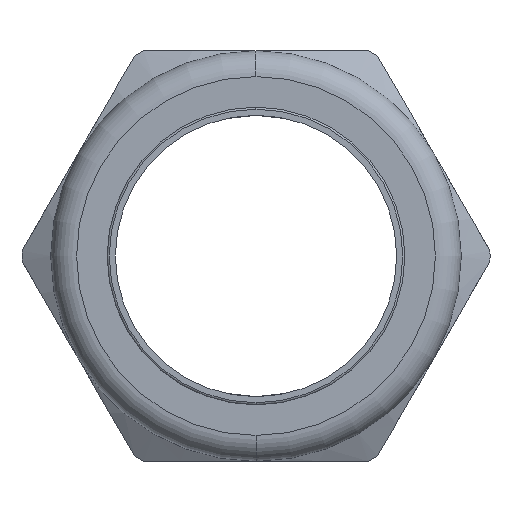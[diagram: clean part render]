
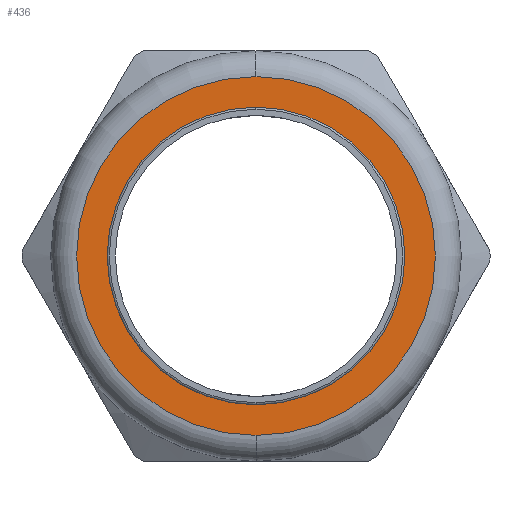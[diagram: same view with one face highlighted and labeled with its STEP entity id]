
A CAD part, left-side view. The second image highlights one B-rep face of the part: STEP entity #436.
In plain terms, the highlighted planar face has unit normal (-1, 0, 0).
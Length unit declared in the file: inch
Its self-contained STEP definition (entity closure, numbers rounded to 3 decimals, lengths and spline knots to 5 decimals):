
#330 = EDGE_CURVE ( 'NONE', #331, #336, #1379, .T. ) ;
#331 = VERTEX_POINT ( 'NONE', #1435 ) ;
#336 = VERTEX_POINT ( 'NONE', #1425 ) ;
#397 = EDGE_CURVE ( 'NONE', #419, #398, #1544, .T. ) ;
#398 = VERTEX_POINT ( 'NONE', #1539 ) ;
#419 = VERTEX_POINT ( 'NONE', #1623 ) ;
#435 = EDGE_CURVE ( 'NONE', #398, #419, #1602, .T. ) ;
#436 = ADVANCED_FACE ( 'NONE', ( #1659, #1658 ), #1657, .F. ) ;
#437 = EDGE_LOOP ( 'NONE', ( #438, #440 ) ) ;
#438 = ORIENTED_EDGE ( 'NONE', *, *, #439, .T. ) ;
#439 = EDGE_CURVE ( 'NONE', #336, #331, #1652, .T. ) ;
#440 = ORIENTED_EDGE ( 'NONE', *, *, #330, .T. ) ;
#493 = EDGE_LOOP ( 'NONE', ( #494, #495 ) ) ;
#494 = ORIENTED_EDGE ( 'NONE', *, *, #435, .F. ) ;
#495 = ORIENTED_EDGE ( 'NONE', *, *, #397, .F. ) ;
#1379 = CIRCLE ( 'NONE', #1439, 0.8608 ) ;
#1425 = CARTESIAN_POINT ( 'NONE',  ( -0.845, 0., -0.8608 ) ) ;
#1435 = CARTESIAN_POINT ( 'NONE',  ( -0.845, 0., 0.8608 ) ) ;
#1436 = DIRECTION ( 'NONE',  ( 0., 0., -1. ) ) ;
#1437 = DIRECTION ( 'NONE',  ( -1., 0., 0. ) ) ;
#1438 = CARTESIAN_POINT ( 'NONE',  ( -0.845, 0., 0. ) ) ;
#1439 = AXIS2_PLACEMENT_3D ( 'NONE', #1438, #1437, #1436 ) ;
#1539 = CARTESIAN_POINT ( 'NONE',  ( -0.845, 0., 0.71413 ) ) ;
#1540 = DIRECTION ( 'NONE',  ( 0., 0., 1. ) ) ;
#1541 = DIRECTION ( 'NONE',  ( -1., 0., 0. ) ) ;
#1542 = CARTESIAN_POINT ( 'NONE',  ( -0.845, 0., 0. ) ) ;
#1543 = AXIS2_PLACEMENT_3D ( 'NONE', #1542, #1541, #1540 ) ;
#1544 = CIRCLE ( 'NONE', #1543, 0.71413 ) ;
#1596 = CARTESIAN_POINT ( 'NONE',  ( -0.845, 0., 0. ) ) ;
#1597 = AXIS2_PLACEMENT_3D ( 'NONE', #1596, #1661, #1660 ) ;
#1602 = CIRCLE ( 'NONE', #1597, 0.71413 ) ;
#1623 = CARTESIAN_POINT ( 'NONE',  ( -0.845, 0., -0.71413 ) ) ;
#1648 = DIRECTION ( 'NONE',  ( 0., 0., -1. ) ) ;
#1649 = DIRECTION ( 'NONE',  ( -1., 0., 0. ) ) ;
#1650 = CARTESIAN_POINT ( 'NONE',  ( -0.845, 0., 0. ) ) ;
#1651 = AXIS2_PLACEMENT_3D ( 'NONE', #1650, #1649, #1648 ) ;
#1652 = CIRCLE ( 'NONE', #1651, 0.8608 ) ;
#1653 = DIRECTION ( 'NONE',  ( 0., 0., -1. ) ) ;
#1654 = DIRECTION ( 'NONE',  ( 1., 0., 0. ) ) ;
#1655 = CARTESIAN_POINT ( 'NONE',  ( -0.845, 0.71413, 0. ) ) ;
#1656 = AXIS2_PLACEMENT_3D ( 'NONE', #1655, #1654, #1653 ) ;
#1657 = PLANE ( 'NONE',  #1656 ) ;
#1658 = FACE_BOUND ( 'NONE', #493, .T. ) ;
#1659 = FACE_OUTER_BOUND ( 'NONE', #437, .T. ) ;
#1660 = DIRECTION ( 'NONE',  ( 0., 0., 1. ) ) ;
#1661 = DIRECTION ( 'NONE',  ( -1., 0., 0. ) ) ;
